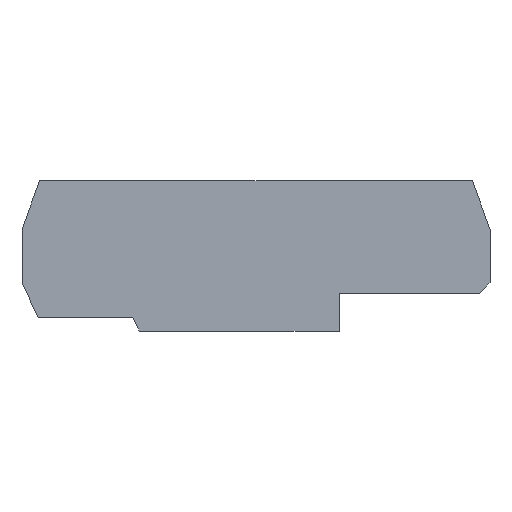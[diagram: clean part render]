
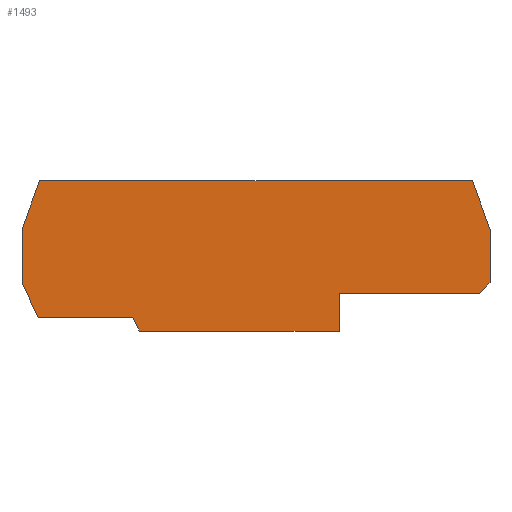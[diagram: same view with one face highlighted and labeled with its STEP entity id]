
A CAD part, top view. The second image highlights one B-rep face of the part: STEP entity #1493.
In plain terms, the highlighted planar face has unit normal (0, 0, 1).
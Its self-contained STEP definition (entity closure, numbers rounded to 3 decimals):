
#4 = VERTEX_POINT ( 'NONE', #356 ) ;
#10 = LINE ( 'NONE', #144, #1804 ) ;
#62 = EDGE_CURVE ( 'NONE', #894, #4, #1497, .T. ) ;
#102 = CARTESIAN_POINT ( 'NONE',  ( -37.206, 28., 1.5 ) ) ;
#110 = EDGE_CURVE ( 'NONE', #1746, #894, #1243, .T. ) ;
#144 = CARTESIAN_POINT ( 'NONE',  ( -40.482, 9., 1.5 ) ) ;
#145 = ORIENTED_EDGE ( 'NONE', *, *, #777, .T. ) ;
#200 = DIRECTION ( 'NONE',  ( -1., 0., 0. ) ) ;
#216 = VERTEX_POINT ( 'NONE', #1888 ) ;
#218 = VERTEX_POINT ( 'NONE', #975 ) ;
#237 = CARTESIAN_POINT ( 'NONE',  ( 43.442, 28., 1.5 ) ) ;
#265 = PLANE ( 'NONE',  #757 ) ;
#306 = LINE ( 'NONE', #1321, #2159 ) ;
#356 = CARTESIAN_POINT ( 'NONE',  ( 46.718, 9., 1.5 ) ) ;
#362 = DIRECTION ( 'NONE',  ( 0.707, 0.707, 0. ) ) ;
#369 = VERTEX_POINT ( 'NONE', #1953 ) ;
#370 = VECTOR ( 'NONE', #1017, 1000. ) ;
#373 = CARTESIAN_POINT ( 'NONE',  ( 18.618, 0., 1.5 ) ) ;
#515 = VECTOR ( 'NONE', #200, 1000. ) ;
#571 = VERTEX_POINT ( 'NONE', #2050 ) ;
#578 = VERTEX_POINT ( 'NONE', #2230 ) ;
#616 = EDGE_CURVE ( 'NONE', #2270, #578, #2156, .T. ) ;
#629 = DIRECTION ( 'NONE',  ( -1., 0., 0. ) ) ;
#664 = VECTOR ( 'NONE', #1521, 1000. ) ;
#685 = CARTESIAN_POINT ( 'NONE',  ( -19.83, 2.6, 1.5 ) ) ;
#757 = AXIS2_PLACEMENT_3D ( 'NONE', #2258, #1710, #629 ) ;
#763 = VECTOR ( 'NONE', #911, 1000. ) ;
#777 = EDGE_CURVE ( 'NONE', #571, #2270, #10, .T. ) ;
#825 = EDGE_CURVE ( 'NONE', #218, #571, #2233, .T. ) ;
#854 = EDGE_CURVE ( 'NONE', #578, #216, #2129, .T. ) ;
#894 = VERTEX_POINT ( 'NONE', #1601 ) ;
#895 = LINE ( 'NONE', #1525, #1878 ) ;
#910 = VECTOR ( 'NONE', #1631, 1000. ) ;
#911 = DIRECTION ( 'NONE',  ( 1., 0., 0. ) ) ;
#925 = VECTOR ( 'NONE', #362, 1000. ) ;
#970 = CARTESIAN_POINT ( 'NONE',  ( 18.618, 0., 1.5 ) ) ;
#971 = CARTESIAN_POINT ( 'NONE',  ( -37.498, 2.6, 1.5 ) ) ;
#973 = EDGE_CURVE ( 'NONE', #369, #1746, #1403, .T. ) ;
#975 = CARTESIAN_POINT ( 'NONE',  ( -40.482, 19., 1.5 ) ) ;
#1017 = DIRECTION ( 'NONE',  ( 0., 1., 0. ) ) ;
#1065 = ORIENTED_EDGE ( 'NONE', *, *, #62, .T. ) ;
#1079 = CARTESIAN_POINT ( 'NONE',  ( 44.718, 7., 1.5 ) ) ;
#1130 = LINE ( 'NONE', #970, #664 ) ;
#1148 = VECTOR ( 'NONE', #1226, 1000. ) ;
#1153 = DIRECTION ( 'NONE',  ( 1., 0., 0. ) ) ;
#1206 = ORIENTED_EDGE ( 'NONE', *, *, #825, .T. ) ;
#1226 = DIRECTION ( 'NONE',  ( 0.423, -0.906, 0. ) ) ;
#1227 = ORIENTED_EDGE ( 'NONE', *, *, #973, .T. ) ;
#1243 = LINE ( 'NONE', #1457, #763 ) ;
#1295 = EDGE_LOOP ( 'NONE', ( #1227, #1539, #1065, #2169, #1571, #1410, #1459, #1206, #145, #1842, #2095, #1597 ) ) ;
#1315 = VECTOR ( 'NONE', #1401, 1000. ) ;
#1321 = CARTESIAN_POINT ( 'NONE',  ( 43.442, 28., 1.5 ) ) ;
#1401 = DIRECTION ( 'NONE',  ( 0., -1., 0. ) ) ;
#1402 = FACE_OUTER_BOUND ( 'NONE', #1295, .T. ) ;
#1403 = LINE ( 'NONE', #373, #910 ) ;
#1410 = ORIENTED_EDGE ( 'NONE', *, *, #1905, .T. ) ;
#1439 = VERTEX_POINT ( 'NONE', #237 ) ;
#1457 = CARTESIAN_POINT ( 'NONE',  ( 18.618, 7., 1.5 ) ) ;
#1459 = ORIENTED_EDGE ( 'NONE', *, *, #1735, .T. ) ;
#1471 = LINE ( 'NONE', #1948, #515 ) ;
#1493 = ADVANCED_FACE ( 'NONE', ( #1402 ), #265, .F. ) ;
#1497 = LINE ( 'NONE', #1079, #925 ) ;
#1521 = DIRECTION ( 'NONE',  ( 1., 0., 0. ) ) ;
#1525 = CARTESIAN_POINT ( 'NONE',  ( -40.482, 19., 1.5 ) ) ;
#1539 = ORIENTED_EDGE ( 'NONE', *, *, #110, .T. ) ;
#1571 = ORIENTED_EDGE ( 'NONE', *, *, #2068, .T. ) ;
#1574 = DIRECTION ( 'NONE',  ( 0.423, -0.906, 0. ) ) ;
#1597 = ORIENTED_EDGE ( 'NONE', *, *, #2085, .T. ) ;
#1601 = CARTESIAN_POINT ( 'NONE',  ( 44.718, 7., 1.5 ) ) ;
#1631 = DIRECTION ( 'NONE',  ( 0., 1., 0. ) ) ;
#1641 = CARTESIAN_POINT ( 'NONE',  ( 46.718, 19., 1.5 ) ) ;
#1666 = VECTOR ( 'NONE', #1153, 1000. ) ;
#1710 = DIRECTION ( 'NONE',  ( 0., 0., -1. ) ) ;
#1735 = EDGE_CURVE ( 'NONE', #2143, #218, #895, .T. ) ;
#1746 = VERTEX_POINT ( 'NONE', #1899 ) ;
#1804 = VECTOR ( 'NONE', #1574, 1000. ) ;
#1842 = ORIENTED_EDGE ( 'NONE', *, *, #616, .T. ) ;
#1871 = DIRECTION ( 'NONE',  ( -0.342, 0.94, 0. ) ) ;
#1878 = VECTOR ( 'NONE', #2257, 1000. ) ;
#1888 = CARTESIAN_POINT ( 'NONE',  ( -18.618, 0., 1.5 ) ) ;
#1899 = CARTESIAN_POINT ( 'NONE',  ( 18.618, 7., 1.5 ) ) ;
#1905 = EDGE_CURVE ( 'NONE', #1439, #2143, #1471, .T. ) ;
#1948 = CARTESIAN_POINT ( 'NONE',  ( 43.442, 28., 1.5 ) ) ;
#1953 = CARTESIAN_POINT ( 'NONE',  ( 18.618, 0., 1.5 ) ) ;
#1971 = VERTEX_POINT ( 'NONE', #1641 ) ;
#2050 = CARTESIAN_POINT ( 'NONE',  ( -40.482, 9., 1.5 ) ) ;
#2068 = EDGE_CURVE ( 'NONE', #1971, #1439, #306, .T. ) ;
#2085 = EDGE_CURVE ( 'NONE', #216, #369, #1130, .T. ) ;
#2095 = ORIENTED_EDGE ( 'NONE', *, *, #854, .T. ) ;
#2129 = LINE ( 'NONE', #685, #1148 ) ;
#2143 = VERTEX_POINT ( 'NONE', #102 ) ;
#2151 = CARTESIAN_POINT ( 'NONE',  ( -37.498, 2.6, 1.5 ) ) ;
#2156 = LINE ( 'NONE', #971, #1666 ) ;
#2159 = VECTOR ( 'NONE', #1871, 1000. ) ;
#2169 = ORIENTED_EDGE ( 'NONE', *, *, #2232, .T. ) ;
#2230 = CARTESIAN_POINT ( 'NONE',  ( -19.83, 2.6, 1.5 ) ) ;
#2232 = EDGE_CURVE ( 'NONE', #4, #1971, #2247, .T. ) ;
#2233 = LINE ( 'NONE', #2316, #1315 ) ;
#2247 = LINE ( 'NONE', #2292, #370 ) ;
#2257 = DIRECTION ( 'NONE',  ( -0.342, -0.94, 0. ) ) ;
#2258 = CARTESIAN_POINT ( 'NONE',  ( 0., 0., 1.5 ) ) ;
#2270 = VERTEX_POINT ( 'NONE', #2151 ) ;
#2292 = CARTESIAN_POINT ( 'NONE',  ( 46.718, 9., 1.5 ) ) ;
#2316 = CARTESIAN_POINT ( 'NONE',  ( -40.482, 19., 1.5 ) ) ;
